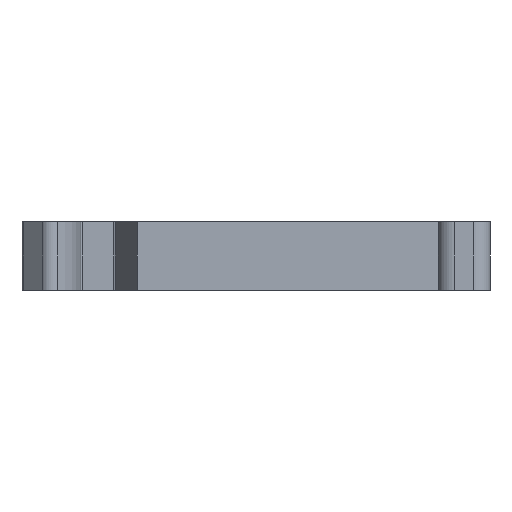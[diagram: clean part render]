
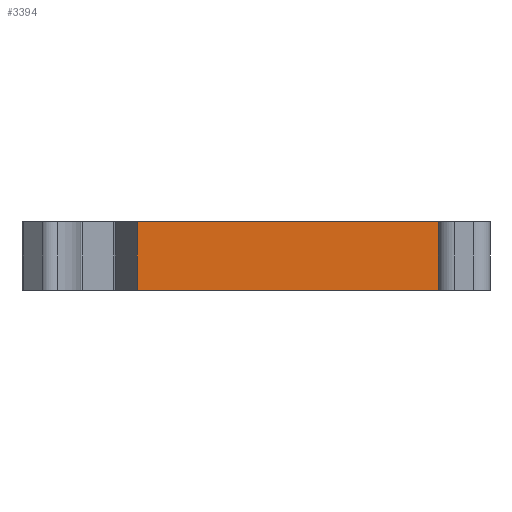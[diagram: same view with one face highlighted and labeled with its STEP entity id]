
A CAD part, front view. The second image highlights one B-rep face of the part: STEP entity #3394.
In plain terms, the highlighted planar face has unit normal (0, -1, 0).
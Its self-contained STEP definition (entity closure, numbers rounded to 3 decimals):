
#903=DIRECTION('',(-1.,0.,0.));
#904=VECTOR('',#903,28.323);
#905=CARTESIAN_POINT('',(17.5,-1.5,-3.1));
#906=LINE('',#905,#904);
#907=DIRECTION('',(1.,0.,0.));
#908=VECTOR('',#907,28.323);
#909=CARTESIAN_POINT('',(-10.823,-1.5,3.1));
#910=LINE('',#909,#908);
#911=DIRECTION('',(0.,0.,-1.));
#912=VECTOR('',#911,6.2);
#913=CARTESIAN_POINT('',(17.5,-1.5,3.1));
#914=LINE('',#913,#912);
#915=DIRECTION('',(0.,0.,-1.));
#916=VECTOR('',#915,6.2);
#917=CARTESIAN_POINT('',(-10.823,-1.5,3.1));
#918=LINE('',#917,#916);
#2014=CARTESIAN_POINT('',(-10.823,-1.5,-3.1));
#2015=VERTEX_POINT('',#2014);
#2016=CARTESIAN_POINT('',(17.5,-1.5,-3.1));
#2017=VERTEX_POINT('',#2016);
#2186=CARTESIAN_POINT('',(17.5,-1.5,3.1));
#2187=VERTEX_POINT('',#2186);
#2292=CARTESIAN_POINT('',(-10.823,-1.5,3.1));
#2293=VERTEX_POINT('',#2292);
#3382=CARTESIAN_POINT('',(3.338,-1.5,0.));
#3383=DIRECTION('',(0.,1.,0.));
#3384=DIRECTION('',(1.,0.,0.));
#3385=AXIS2_PLACEMENT_3D('',#3382,#3383,#3384);
#3386=PLANE('',#3385);
#3387=ORIENTED_EDGE('',*,*,#2573,.T.);
#3389=ORIENTED_EDGE('',*,*,#3388,.F.);
#3390=ORIENTED_EDGE('',*,*,#2874,.T.);
#3391=ORIENTED_EDGE('',*,*,#3375,.T.);
#3392=EDGE_LOOP('',(#3387,#3389,#3390,#3391));
#3393=FACE_OUTER_BOUND('',#3392,.F.);
#2573=EDGE_CURVE('',#2017,#2015,#906,.T.);
#2874=EDGE_CURVE('',#2293,#2187,#910,.T.);
#3375=EDGE_CURVE('',#2187,#2017,#914,.T.);
#3388=EDGE_CURVE('',#2293,#2015,#918,.T.);
#3394=ADVANCED_FACE('',(#3393),#3386,.F.);
